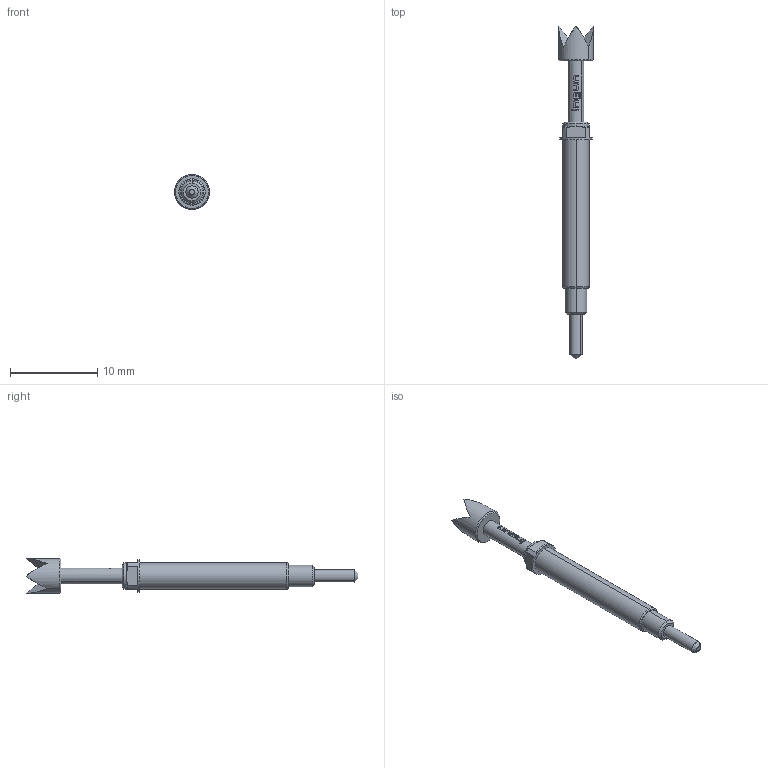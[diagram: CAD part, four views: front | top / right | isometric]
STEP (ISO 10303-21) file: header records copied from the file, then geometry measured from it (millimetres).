
FILE_DESCRIPTION (( 'STEP AP203' ), '1' );
FILE_NAME ('INGUN_GKS-503_304_400_R_xx02_M.STEP', '2021-12-21T12:28:52', ( 'ochi' ), ( '' ), 'SwSTEP 2.0', 'SolidWorks 2018', '' );
FILE_SCHEMA (( 'CONFIG_CONTROL_DESIGN' ));
Length unit declared in the file: millimetre
Products named in the file (1): INGUN_GKS-503_304_400_R_xx02_M
Bounding box: 4 x 38 x 4 mm (x, y, z)
Volume: 206.8 mm3; surface area: 351.4 mm2
Topology: 1 solids, 1 shells, 116 faces, 290 edges, 187 vertices
Faces by surface type: bspline 47, plane 37, cylinder 20, cone 10, torus 2
Entity records: 4543 total; most frequent: CARTESIAN_POINT 2201, ORIENTED_EDGE 580, EDGE_CURVE 290, DIRECTION 276, B_SPLINE_CURVE_WITH_KNOTS 192, VERTEX_POINT 187, EDGE_LOOP 127, AXIS2_PLACEMENT_3D 116
